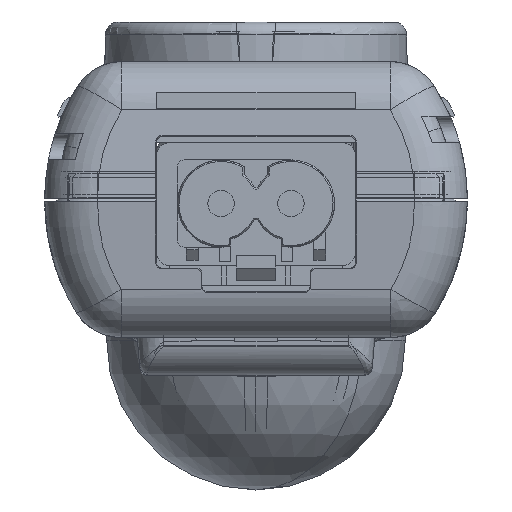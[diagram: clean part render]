
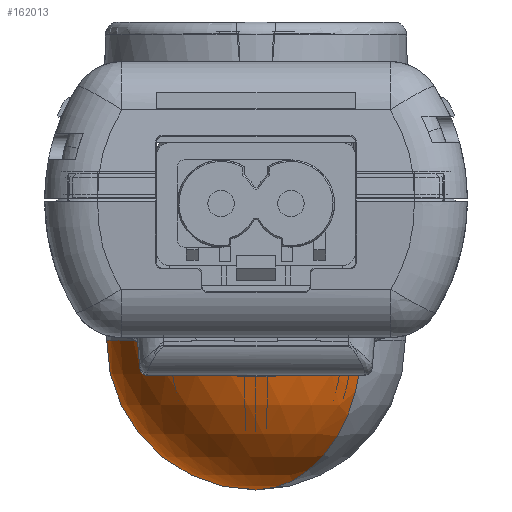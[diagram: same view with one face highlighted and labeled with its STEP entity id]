
A CAD part, left-side view. The second image highlights one B-rep face of the part: STEP entity #162013.
In plain terms, the highlighted spherical face has radius 11.35 mm.
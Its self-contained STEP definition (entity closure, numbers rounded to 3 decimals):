
#161128=CARTESIAN_POINT('',(0.,4.85,0.));
#161129=DIRECTION('',(0.,0.,-1.));
#161130=DIRECTION('',(-1.,0.,0.));
#161131=AXIS2_PLACEMENT_3D('',#161128,#161129,#161130);
#161138=CARTESIAN_POINT('',(0.,4.85,0.));
#161139=DIRECTION('',(0.,-1.,0.));
#161140=DIRECTION('',(-1.,0.,0.));
#161141=AXIS2_PLACEMENT_3D('',#161138,#161139,#161140);
#161143=CARTESIAN_POINT('',(0.,4.85,0.));
#161144=DIRECTION('',(0.,0.,1.));
#161145=DIRECTION('',(1.,0.,0.));
#161146=AXIS2_PLACEMENT_3D('',#161143,#161144,#161145);
#161303=CARTESIAN_POINT('',(-11.35,4.85,0.));
#161304=VERTEX_POINT('',#161303);
#161305=CARTESIAN_POINT('',(11.35,4.85,0.));
#161306=VERTEX_POINT('',#161305);
#161307=CARTESIAN_POINT('',(0.,16.2,0.));
#161308=VERTEX_POINT('',#161307);
#162003=CARTESIAN_POINT('',(0.,4.85,0.));
#162004=DIRECTION('',(0.,-1.,0.));
#162005=DIRECTION('',(-1.,0.,0.));
#162006=AXIS2_PLACEMENT_3D('',#162003,#162004,#162005);
#162007=SPHERICAL_SURFACE('',#162006,11.35);
#162008=ORIENTED_EDGE('',*,*,#161988,.F.);
#162009=ORIENTED_EDGE('',*,*,#161651,.T.);
#162010=ORIENTED_EDGE('',*,*,#161990,.T.);
#162011=EDGE_LOOP('',(#162008,#162009,#162010));
#162012=FACE_OUTER_BOUND('',#162011,.F.);
#161132=CIRCLE('',#161131,11.35);
#161142=CIRCLE('',#161141,11.35);
#161147=CIRCLE('',#161146,11.35);
#161651=EDGE_CURVE('',#161304,#161306,#161142,.T.);
#161988=EDGE_CURVE('',#161304,#161308,#161132,.T.);
#161990=EDGE_CURVE('',#161306,#161308,#161147,.T.);
#162013=ADVANCED_FACE('',(#162012),#162007,.T.);
